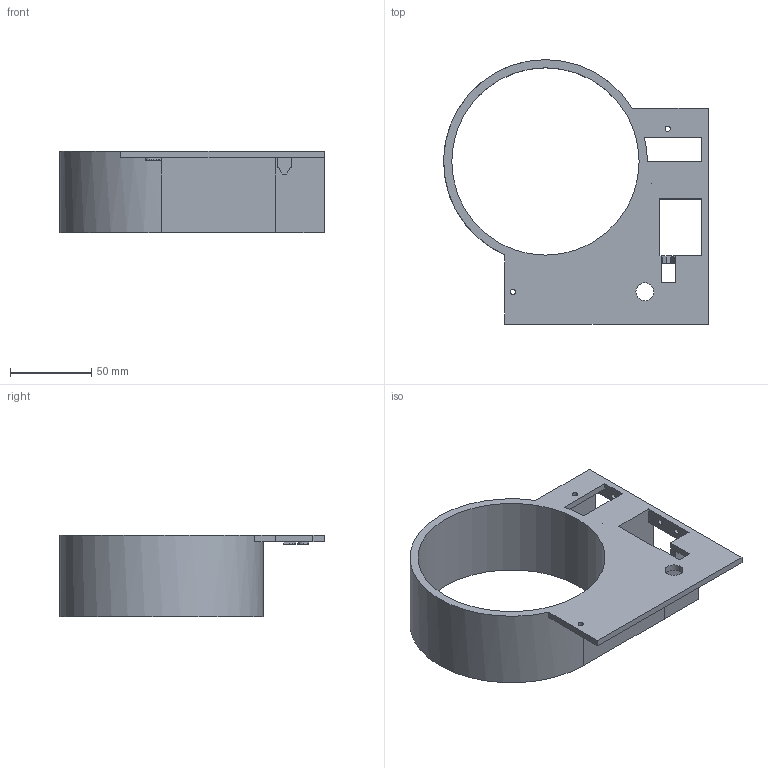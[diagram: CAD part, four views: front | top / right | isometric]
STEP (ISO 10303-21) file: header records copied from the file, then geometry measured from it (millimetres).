
FILE_DESCRIPTION(/* description */ (''),/* implementation_level */ '2;1');
FILE_NAME(/* name */ 'Left Bottom B2.step',/* time_stamp */ '2025-06-02T09:54:17-04:00',/* author */ (''),/* organization */ (''),/* preprocessor_version */ 'ST-DEVELOPER v20.1',/* originating_system */ 'Autodesk Translation Framework v14.10.0.0',/* authorisation */ '');
FILE_SCHEMA (('AUTOMOTIVE_DESIGN { 1 0 10303 214 3 1 1 }'));
Length unit declared in the file: millimetre
Products named in the file (1): bottomhalfL
Bounding box: 162.5 x 162.5 x 50 mm (x, y, z)
Volume: 173266.3 mm3; surface area: 74647.3 mm2
Topology: 1 solids, 2 shells, 106 faces, 308 edges, 206 vertices
Faces by surface type: plane 54, bspline 42, cylinder 10
Full cylindrical faces by diameter (mm): 3.2 x5, 11 x1, 115 x1
Entity records: 4041 total; most frequent: CARTESIAN_POINT 1416, ORIENTED_EDGE 620, DIRECTION 379, EDGE_CURVE 310, VERTEX_POINT 206, LINE 203, VECTOR 203, EDGE_LOOP 130
